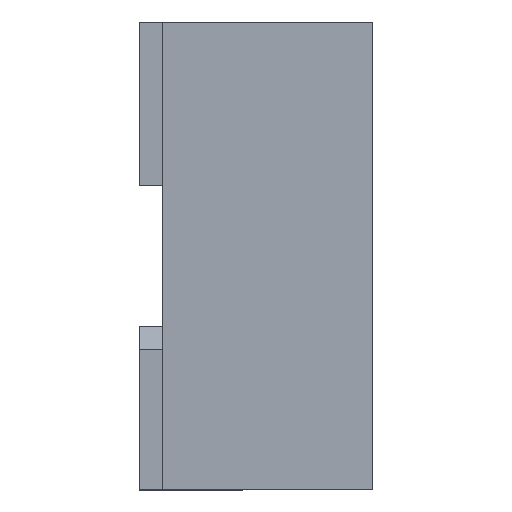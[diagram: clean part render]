
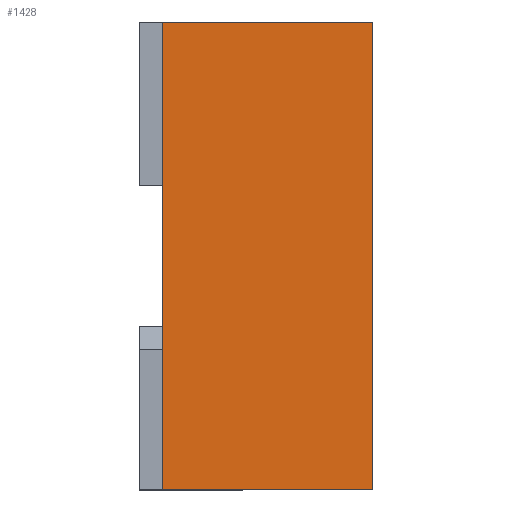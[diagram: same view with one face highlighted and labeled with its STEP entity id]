
A CAD part, left-side view. The second image highlights one B-rep face of the part: STEP entity #1428.
In plain terms, the highlighted planar face has unit normal (-1, 0, 0).
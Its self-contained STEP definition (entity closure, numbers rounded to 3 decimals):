
#138 = LINE ( 'NONE', #3105, #2112 ) ;
#183 = CARTESIAN_POINT ( 'NONE',  ( -1.25, 0.225, 0.5 ) ) ;
#282 = FACE_OUTER_BOUND ( 'NONE', #2613, .T. ) ;
#297 = CARTESIAN_POINT ( 'NONE',  ( -1.25, 0.225, -0.5 ) ) ;
#561 = PLANE ( 'NONE',  #1659 ) ;
#1009 = ORIENTED_EDGE ( 'NONE', *, *, #2196, .F. ) ;
#1017 = ORIENTED_EDGE ( 'NONE', *, *, #2638, .T. ) ;
#1136 = CARTESIAN_POINT ( 'NONE',  ( -1.25, 0.225, -0.5 ) ) ;
#1421 = DIRECTION ( 'NONE',  ( 0., 0., 1. ) ) ;
#1428 = ADVANCED_FACE ( 'NONE', ( #282 ), #561, .F. ) ;
#1441 = LINE ( 'NONE', #1746, #2885 ) ;
#1659 = AXIS2_PLACEMENT_3D ( 'NONE', #2282, #2234, #1888 ) ;
#1703 = VERTEX_POINT ( 'NONE', #2898 ) ;
#1746 = CARTESIAN_POINT ( 'NONE',  ( -1.25, 0.225, 0.5 ) ) ;
#1888 = DIRECTION ( 'NONE',  ( 0., 0., -1. ) ) ;
#2103 = ORIENTED_EDGE ( 'NONE', *, *, #2203, .F. ) ;
#2112 = VECTOR ( 'NONE', #1421, 1000. ) ;
#2196 = EDGE_CURVE ( 'NONE', #3820, #1703, #1441, .T. ) ;
#2203 = EDGE_CURVE ( 'NONE', #2727, #3820, #138, .T. ) ;
#2234 = DIRECTION ( 'NONE',  ( 1., 0., 0. ) ) ;
#2282 = CARTESIAN_POINT ( 'NONE',  ( -1.25, 0.225, -0.5 ) ) ;
#2323 = VERTEX_POINT ( 'NONE', #2590 ) ;
#2384 = LINE ( 'NONE', #1136, #3425 ) ;
#2590 = CARTESIAN_POINT ( 'NONE',  ( -1.25, -0.225, -0.5 ) ) ;
#2613 = EDGE_LOOP ( 'NONE', ( #3596, #1009, #2103, #1017 ) ) ;
#2638 = EDGE_CURVE ( 'NONE', #2727, #2323, #2384, .T. ) ;
#2727 = VERTEX_POINT ( 'NONE', #297 ) ;
#2769 = DIRECTION ( 'NONE',  ( 0., -1., 0. ) ) ;
#2774 = DIRECTION ( 'NONE',  ( 0., -1., 0. ) ) ;
#2885 = VECTOR ( 'NONE', #2774, 1000. ) ;
#2898 = CARTESIAN_POINT ( 'NONE',  ( -1.25, -0.225, 0.5 ) ) ;
#2913 = EDGE_CURVE ( 'NONE', #2323, #1703, #4174, .T. ) ;
#2926 = CARTESIAN_POINT ( 'NONE',  ( -1.25, -0.225, -0.5 ) ) ;
#3105 = CARTESIAN_POINT ( 'NONE',  ( -1.25, 0.225, -0.5 ) ) ;
#3261 = DIRECTION ( 'NONE',  ( 0., 0., 1. ) ) ;
#3425 = VECTOR ( 'NONE', #2769, 1000. ) ;
#3596 = ORIENTED_EDGE ( 'NONE', *, *, #2913, .T. ) ;
#3753 = VECTOR ( 'NONE', #3261, 1000. ) ;
#3820 = VERTEX_POINT ( 'NONE', #183 ) ;
#4174 = LINE ( 'NONE', #2926, #3753 ) ;
